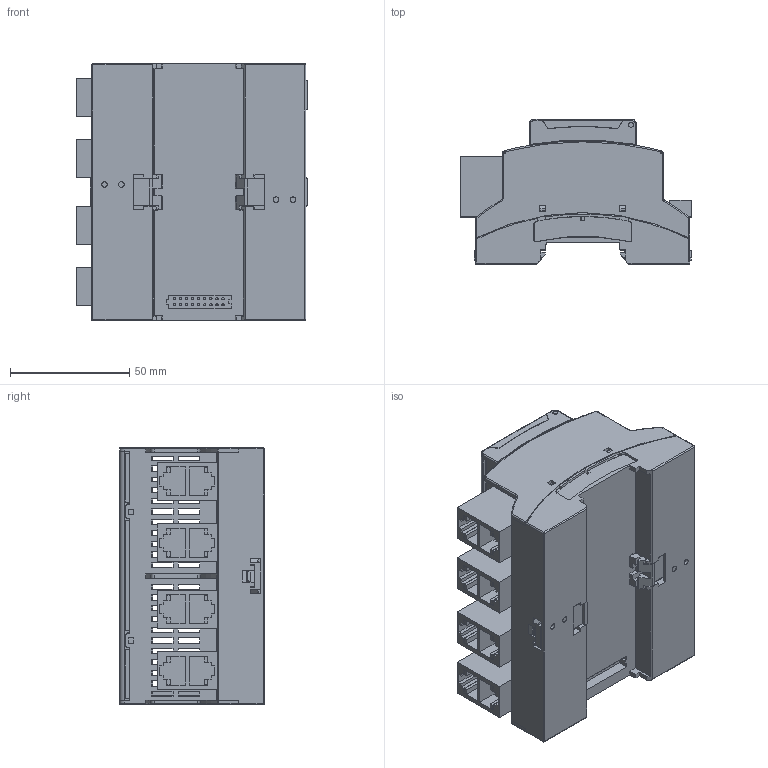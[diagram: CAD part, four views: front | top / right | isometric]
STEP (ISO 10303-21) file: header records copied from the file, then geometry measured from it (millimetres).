
FILE_DESCRIPTION(('HOOPS Exchange Step'),'2;1');
FILE_NAME('БЛОК L-VIMS HUB.STP','2021-04-23T15:20:06+03:00',('izmailova'),('None'),'HOOPS Exchange 2018.2','SOLIDWORKS MBD','None');
FILE_SCHEMA( ('AP242_MANAGED_MODEL_BASED_3D_ENGINEERING_MIM_LF {1 0 10303 442 1 1 4 }') );
Length unit declared in the file: millimetre
Products named in the file (16): BC_107_6_DKL_R_H.Select__00385151.stp-1; pxc_2896173_03_BC-107-6-DKL-R-KMGY_3D.stp-1; pxc_2896173_03_BC-107-6-DKL-R-KMGY_3D-1; Fussriegel_14.4_L30_Sperr_H.Select__00370451_Nr2.stp-1; BC_107.6_GEH-UT_HBUS__H.Select__00383663.stp-1; pxc_2896270_04_BC-107-6-UT-HBUS-BK_3D.stp-1; pxc_2896270_04_BC-107-6-UT-HBUS-BK_3D-1; Разъем ethernet(HALO) двойной, вертик.-4; Разъем 15EDGRC-3.81-03P-14-1; PVI-401v2-1; Модуль VI-400-1; BC_107_6_GEH-OT_U22_H.Select__00385067.stp-1; BC...OT_U22_PCB_vertikal_H.Select.stp-1; pxc_2896089_04_BC-107-6-OT-U22-KMGY_3D.stp-1; pxc_2896089_04_BC-107-6-OT-U22-KMGY_3D-1; По умолчанию
Assembly tree (19 placements, depth 4):
  По умолчанию
    pxc_2896173_03_BC-107-6-DKL-R-KMGY_3D-1
      pxc_2896173_03_BC-107-6-DKL-R-KMGY_3D.stp-1
        BC_107_6_DKL_R_H.Select__00385151.stp-1
    pxc_2896270_04_BC-107-6-UT-HBUS-BK_3D-1
      pxc_2896270_04_BC-107-6-UT-HBUS-BK_3D.stp-1
        Fussriegel_14.4_L30_Sperr_H.Select__00370451_Nr2.stp-1  x2
        BC_107.6_GEH-UT_HBUS__H.Select__00383663.stp-1
    Модуль VI-400-1
      Разъем ethernet(HALO) двойной, вертик.-4  x4
      Разъем 15EDGRC-3.81-03P-14-1
      PVI-401v2-1
    pxc_2896089_04_BC-107-6-OT-U22-KMGY_3D-1
      pxc_2896089_04_BC-107-6-OT-U22-KMGY_3D.stp-1
        BC_107_6_GEH-OT_U22_H.Select__00385067.stp-1
        BC...OT_U22_PCB_vertikal_H.Select.stp-1
Bounding box: 96.8 x 60.7 x 107.7 mm (x, y, z)
Volume: 106006.7 mm3; surface area: 132901.1 mm2
Topology: 30 solids, 30 shells, 2608 faces, 7575 edges, 5027 vertices
Faces by surface type: plane 2274, cylinder 249, bspline 27, cone 26, torus 20, sphere 12
Full cylindrical faces by diameter (mm): 0.8 x6, 1.5 x11, 3.2 x8
Entity records: 82340 total; most frequent: CARTESIAN_POINT 17238, ORIENTED_EDGE 14040, DIRECTION 12349, EDGE_CURVE 7020, VECTOR 6331, LINE 6331, VERTEX_POINT 4661, AXIS2_PLACEMENT_3D 3009
